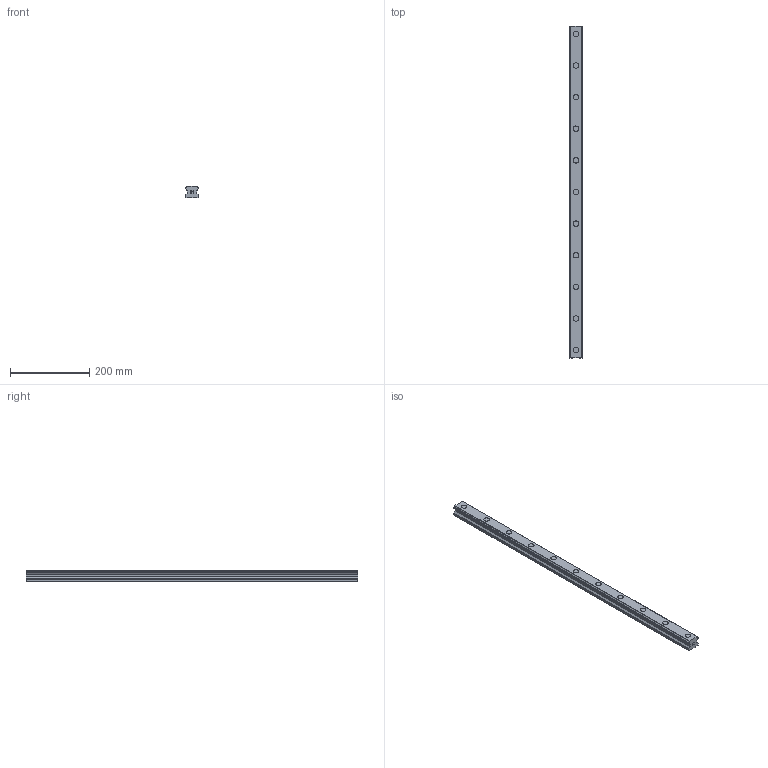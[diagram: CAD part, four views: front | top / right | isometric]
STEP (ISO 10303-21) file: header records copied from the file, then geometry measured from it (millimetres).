
FILE_DESCRIPTION(('STEP AP214'),'1');
FILE_NAME('cctmp_1611F41F-0E81-49B9-A5AC-829990885A1A_2020_6_30_11_19_59_819..stp','2020-06-30T09:20:00',('HIWIN GmbH'),('CADClick - www.CADClick.com'),'Spatial InterOp 3D',' ','unknown authorization');
FILE_SCHEMA(('AUTOMOTIVE_DESIGN'));
Length unit declared in the file: millimetre
Products named in the file (1): HGR35R840H_FILE
Bounding box: 34 x 840 x 29 mm (x, y, z)
Volume: 685064.5 mm3; surface area: 123443.5 mm2
Topology: 1 solids, 1 shells, 214 faces, 525 edges, 350 vertices
Faces by surface type: plane 126, cylinder 88
Entity records: 8081 total; most frequent: DIRECTION 1131, CARTESIAN_POINT 1090, ORIENTED_EDGE 1050, EDGE_CURVE 525, AXIS2_PLACEMENT_3D 391, VERTEX_POINT 350, LINE 349, VECTOR 349
